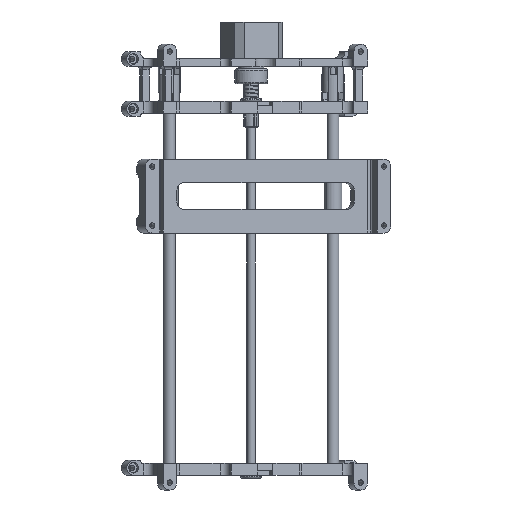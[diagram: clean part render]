
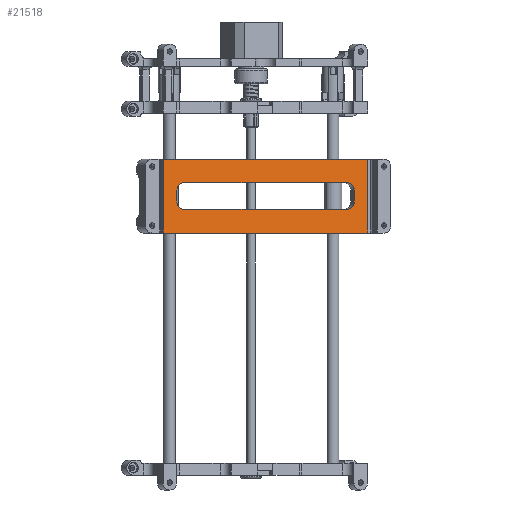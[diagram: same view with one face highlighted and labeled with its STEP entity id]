
A CAD part, front view. The second image highlights one B-rep face of the part: STEP entity #21518.
In plain terms, the highlighted face is planar.
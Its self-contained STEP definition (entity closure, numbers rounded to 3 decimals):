
#136 = EDGE_CURVE ( 'NONE', #15383, #16962, #29871, .T. ) ;
#468 = EDGE_CURVE ( 'NONE', #10449, #15468, #25542, .T. ) ;
#955 = CARTESIAN_POINT ( 'NONE',  ( 65., 25.5, -19. ) ) ;
#1549 = FACE_BOUND ( 'NONE', #31899, .T. ) ;
#2423 = DIRECTION ( 'NONE',  ( 0., 0., -1. ) ) ;
#2538 = EDGE_CURVE ( 'NONE', #11228, #5812, #4465, .T. ) ;
#2700 = CIRCLE ( 'NONE', #17255, 5. ) ;
#3027 = LINE ( 'NONE', #31675, #28115 ) ;
#3622 = DIRECTION ( 'NONE',  ( -1., 0., 0. ) ) ;
#3645 = LINE ( 'NONE', #15170, #16223 ) ;
#3974 = CARTESIAN_POINT ( 'NONE',  ( 60., 25.5, -6. ) ) ;
#4465 = CIRCLE ( 'NONE', #12548, 5. ) ;
#5789 = AXIS2_PLACEMENT_3D ( 'NONE', #11418, #28919, #13928 ) ;
#5812 = VERTEX_POINT ( 'NONE', #14485 ) ;
#7397 = CARTESIAN_POINT ( 'NONE',  ( -75., 25.5, 10. ) ) ;
#7617 = DIRECTION ( 'NONE',  ( 0., 1., 0. ) ) ;
#8029 = DIRECTION ( 'NONE',  ( 0., 1., 0. ) ) ;
#8447 = CARTESIAN_POINT ( 'NONE',  ( 75., 25.5, -40. ) ) ;
#8743 = CARTESIAN_POINT ( 'NONE',  ( 60., 25.5, -11. ) ) ;
#8826 = EDGE_LOOP ( 'NONE', ( #18741, #17824, #16137, #14161 ) ) ;
#9527 = EDGE_CURVE ( 'NONE', #15468, #24586, #9675, .T. ) ;
#9565 = DIRECTION ( 'NONE',  ( 0., 0., -1. ) ) ;
#9675 = LINE ( 'NONE', #18693, #22245 ) ;
#9913 = DIRECTION ( 'NONE',  ( 1., 0., 0. ) ) ;
#10372 = AXIS2_PLACEMENT_3D ( 'NONE', #12550, #7617, #25145 ) ;
#10423 = ORIENTED_EDGE ( 'NONE', *, *, #16318, .F. ) ;
#10449 = VERTEX_POINT ( 'NONE', #13667 ) ;
#10543 = CARTESIAN_POINT ( 'NONE',  ( -75., 25.5, -40. ) ) ;
#11228 = VERTEX_POINT ( 'NONE', #955 ) ;
#11293 = DIRECTION ( 'NONE',  ( 0., 0., 1. ) ) ;
#11418 = CARTESIAN_POINT ( 'NONE',  ( -60., 25.5, -19. ) ) ;
#11555 = EDGE_CURVE ( 'NONE', #16962, #24900, #27176, .T. ) ;
#12007 = VERTEX_POINT ( 'NONE', #3974 ) ;
#12488 = ORIENTED_EDGE ( 'NONE', *, *, #2538, .F. ) ;
#12544 = CARTESIAN_POINT ( 'NONE',  ( 65., 25.5, -11. ) ) ;
#12548 = AXIS2_PLACEMENT_3D ( 'NONE', #32427, #17488, #2423 ) ;
#12550 = CARTESIAN_POINT ( 'NONE',  ( 0., 25.5, 0. ) ) ;
#13006 = VECTOR ( 'NONE', #9565, 1000. ) ;
#13078 = VERTEX_POINT ( 'NONE', #23876 ) ;
#13667 = CARTESIAN_POINT ( 'NONE',  ( 75., 25.5, 10. ) ) ;
#13723 = EDGE_CURVE ( 'NONE', #24586, #15929, #25921, .T. ) ;
#13748 = LINE ( 'NONE', #23780, #26266 ) ;
#13928 = DIRECTION ( 'NONE',  ( 0., 0., 1. ) ) ;
#14161 = ORIENTED_EDGE ( 'NONE', *, *, #9527, .T. ) ;
#14388 = EDGE_CURVE ( 'NONE', #13078, #12007, #13748, .T. ) ;
#14392 = CIRCLE ( 'NONE', #26831, 5. ) ;
#14485 = CARTESIAN_POINT ( 'NONE',  ( 60., 25.5, -24. ) ) ;
#14763 = DIRECTION ( 'NONE',  ( 0., 0., 1. ) ) ;
#15049 = CARTESIAN_POINT ( 'NONE',  ( -65., 25.5, -11. ) ) ;
#15170 = CARTESIAN_POINT ( 'NONE',  ( 65., 25.5, -19. ) ) ;
#15383 = VERTEX_POINT ( 'NONE', #28046 ) ;
#15468 = VERTEX_POINT ( 'NONE', #8447 ) ;
#15557 = EDGE_CURVE ( 'NONE', #5812, #15383, #3027, .T. ) ;
#15929 = VERTEX_POINT ( 'NONE', #28575 ) ;
#16137 = ORIENTED_EDGE ( 'NONE', *, *, #468, .T. ) ;
#16223 = VECTOR ( 'NONE', #17704, 1000. ) ;
#16318 = EDGE_CURVE ( 'NONE', #24900, #13078, #14392, .T. ) ;
#16962 = VERTEX_POINT ( 'NONE', #25411 ) ;
#17255 = AXIS2_PLACEMENT_3D ( 'NONE', #8743, #26255, #11293 ) ;
#17488 = DIRECTION ( 'NONE',  ( 0., 1., 0. ) ) ;
#17529 = ORIENTED_EDGE ( 'NONE', *, *, #25691, .F. ) ;
#17704 = DIRECTION ( 'NONE',  ( 0., 0., -1. ) ) ;
#17824 = ORIENTED_EDGE ( 'NONE', *, *, #19761, .T. ) ;
#18145 = VECTOR ( 'NONE', #9913, 1000. ) ;
#18518 = VECTOR ( 'NONE', #23276, 1000. ) ;
#18693 = CARTESIAN_POINT ( 'NONE',  ( -75., 25.5, -40. ) ) ;
#18741 = ORIENTED_EDGE ( 'NONE', *, *, #13723, .T. ) ;
#19001 = ORIENTED_EDGE ( 'NONE', *, *, #136, .F. ) ;
#19235 = FACE_OUTER_BOUND ( 'NONE', #8826, .T. ) ;
#19703 = LINE ( 'NONE', #7397, #18145 ) ;
#19761 = EDGE_CURVE ( 'NONE', #15929, #10449, #19703, .T. ) ;
#19844 = ORIENTED_EDGE ( 'NONE', *, *, #14388, .F. ) ;
#21333 = VECTOR ( 'NONE', #14763, 1000. ) ;
#21518 = ADVANCED_FACE ( 'NONE', ( #19235, #1549 ), #22644, .T. ) ;
#22245 = VECTOR ( 'NONE', #3622, 1000. ) ;
#22644 = PLANE ( 'NONE',  #10372 ) ;
#23050 = CARTESIAN_POINT ( 'NONE',  ( -60., 25.5, -11. ) ) ;
#23276 = DIRECTION ( 'NONE',  ( 0., 0., 1. ) ) ;
#23780 = CARTESIAN_POINT ( 'NONE',  ( -60., 25.5, -6. ) ) ;
#23876 = CARTESIAN_POINT ( 'NONE',  ( -60., 25.5, -6. ) ) ;
#24580 = CARTESIAN_POINT ( 'NONE',  ( 75., 25.5, -40. ) ) ;
#24586 = VERTEX_POINT ( 'NONE', #26125 ) ;
#24900 = VERTEX_POINT ( 'NONE', #15049 ) ;
#25145 = DIRECTION ( 'NONE',  ( 0., 0., 1. ) ) ;
#25411 = CARTESIAN_POINT ( 'NONE',  ( -65., 25.5, -19. ) ) ;
#25542 = LINE ( 'NONE', #24580, #13006 ) ;
#25552 = DIRECTION ( 'NONE',  ( 0., 0., -1. ) ) ;
#25691 = EDGE_CURVE ( 'NONE', #12007, #29565, #2700, .T. ) ;
#25921 = LINE ( 'NONE', #10543, #18518 ) ;
#26125 = CARTESIAN_POINT ( 'NONE',  ( -75., 25.5, -40. ) ) ;
#26255 = DIRECTION ( 'NONE',  ( 0., 1., 0. ) ) ;
#26257 = DIRECTION ( 'NONE',  ( 1., 0., 0. ) ) ;
#26266 = VECTOR ( 'NONE', #26257, 1000. ) ;
#26750 = DIRECTION ( 'NONE',  ( -1., 0., 0. ) ) ;
#26831 = AXIS2_PLACEMENT_3D ( 'NONE', #23050, #8029, #25552 ) ;
#27176 = LINE ( 'NONE', #27237, #21333 ) ;
#27237 = CARTESIAN_POINT ( 'NONE',  ( -65., 25.5, -19. ) ) ;
#28046 = CARTESIAN_POINT ( 'NONE',  ( -60., 25.5, -24. ) ) ;
#28115 = VECTOR ( 'NONE', #26750, 1000. ) ;
#28575 = CARTESIAN_POINT ( 'NONE',  ( -75., 25.5, 10. ) ) ;
#28919 = DIRECTION ( 'NONE',  ( 0., 1., 0. ) ) ;
#29565 = VERTEX_POINT ( 'NONE', #12544 ) ;
#29871 = CIRCLE ( 'NONE', #5789, 5. ) ;
#31371 = ORIENTED_EDGE ( 'NONE', *, *, #32098, .F. ) ;
#31675 = CARTESIAN_POINT ( 'NONE',  ( -60., 25.5, -24. ) ) ;
#31899 = EDGE_LOOP ( 'NONE', ( #31371, #17529, #19844, #10423, #32502, #19001, #32482, #12488 ) ) ;
#32098 = EDGE_CURVE ( 'NONE', #29565, #11228, #3645, .T. ) ;
#32427 = CARTESIAN_POINT ( 'NONE',  ( 60., 25.5, -19. ) ) ;
#32482 = ORIENTED_EDGE ( 'NONE', *, *, #15557, .F. ) ;
#32502 = ORIENTED_EDGE ( 'NONE', *, *, #11555, .F. ) ;
